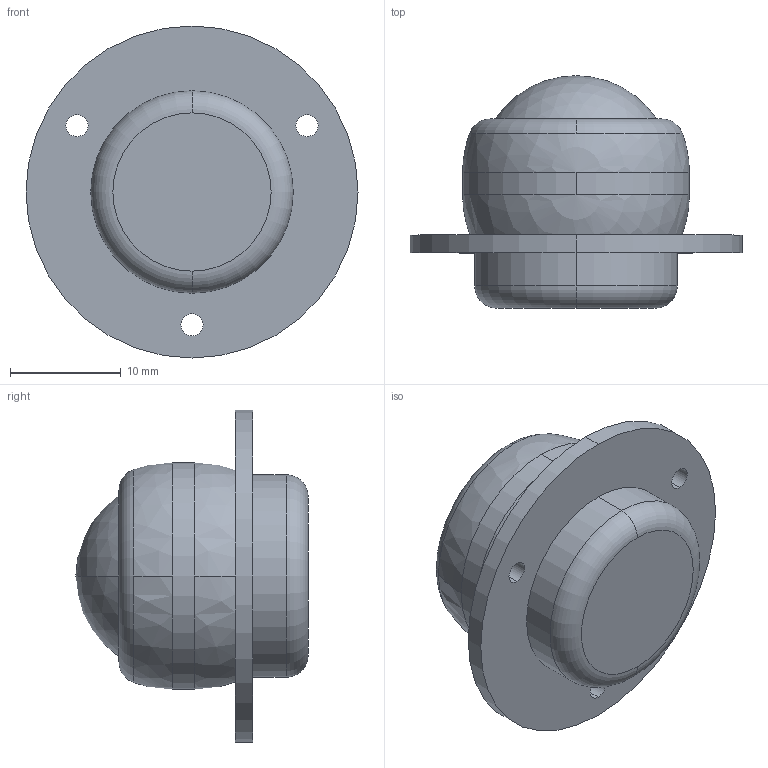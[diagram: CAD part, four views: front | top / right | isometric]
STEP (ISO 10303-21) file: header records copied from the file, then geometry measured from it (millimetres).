
FILE_DESCRIPTION (( 'STEP AP203' ), '1' );
FILE_NAME ('sone3D.STEP', '2017-10-05T00:27:30', ( '' ), ( '' ), 'SwSTEP 2.0', 'SolidWorks 2014', '' );
FILE_SCHEMA (( 'CONFIG_CONTROL_DESIGN' ));
Length unit declared in the file: millimetre
Products named in the file (1): sone3D
Bounding box: 30 x 21 x 30 mm (x, y, z)
Volume: 6018.1 mm3; surface area: 2486.9 mm2
Topology: 1 solids, 1 shells, 26 faces, 66 edges, 41 vertices
Faces by surface type: cylinder 12, sphere 6, torus 4, plane 4
Entity records: 877 total; most frequent: DIRECTION 166, CARTESIAN_POINT 130, ORIENTED_EDGE 124, AXIS2_PLACEMENT_3D 77, EDGE_CURVE 62, CIRCLE 50, VERTEX_POINT 41, EDGE_LOOP 35
